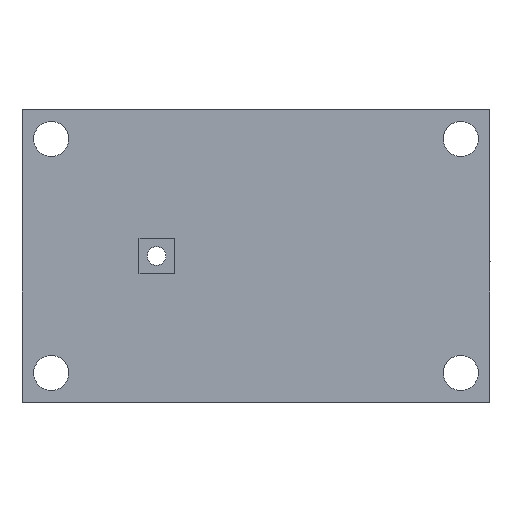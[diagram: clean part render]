
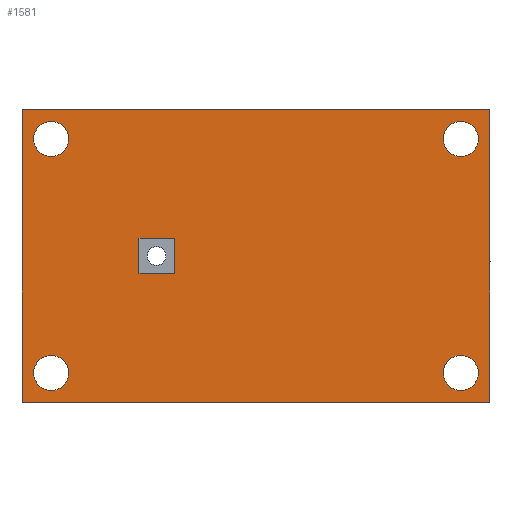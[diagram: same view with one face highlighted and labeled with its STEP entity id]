
A CAD part, top view. The second image highlights one B-rep face of the part: STEP entity #1581.
In plain terms, the highlighted planar face has unit normal (0, 0, 1).
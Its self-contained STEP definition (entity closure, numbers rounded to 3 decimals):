
#109=FACE_BOUND('',#294,.T.);
#110=FACE_BOUND('',#295,.T.);
#111=FACE_BOUND('',#296,.T.);
#112=FACE_BOUND('',#297,.T.);
#113=FACE_BOUND('',#298,.T.);
#130=CIRCLE('',#1698,3.);
#131=CIRCLE('',#1699,3.);
#132=CIRCLE('',#1700,3.);
#133=CIRCLE('',#1701,3.);
#202=FACE_OUTER_BOUND('',#293,.T.);
#293=EDGE_LOOP('',(#1297,#1298,#1299,#1300));
#294=EDGE_LOOP('',(#1301,#1302,#1303,#1304));
#295=EDGE_LOOP('',(#1305));
#296=EDGE_LOOP('',(#1306));
#297=EDGE_LOOP('',(#1307));
#298=EDGE_LOOP('',(#1308));
#335=LINE('',#2081,#478);
#339=LINE('',#2089,#482);
#342=LINE('',#2095,#485);
#345=LINE('',#2100,#488);
#438=LINE('',#2391,#581);
#469=LINE('',#2671,#612);
#471=LINE('',#2675,#614);
#472=LINE('',#2676,#615);
#478=VECTOR('',#1736,10.);
#482=VECTOR('',#1742,10.);
#485=VECTOR('',#1747,10.);
#488=VECTOR('',#1752,10.);
#581=VECTOR('',#1917,10.);
#612=VECTOR('',#1998,10.);
#614=VECTOR('',#2002,10.);
#615=VECTOR('',#2003,10.);
#621=VERTEX_POINT('',#2079);
#622=VERTEX_POINT('',#2080);
#625=VERTEX_POINT('',#2088);
#627=VERTEX_POINT('',#2094);
#719=VERTEX_POINT('',#2388);
#720=VERTEX_POINT('',#2390);
#739=VERTEX_POINT('',#2670);
#740=VERTEX_POINT('',#2674);
#741=VERTEX_POINT('',#2677);
#742=VERTEX_POINT('',#2679);
#743=VERTEX_POINT('',#2681);
#744=VERTEX_POINT('',#2683);
#773=EDGE_CURVE('',#621,#622,#335,.T.);
#777=EDGE_CURVE('',#625,#621,#339,.T.);
#780=EDGE_CURVE('',#627,#625,#342,.T.);
#783=EDGE_CURVE('',#622,#627,#345,.T.);
#900=EDGE_CURVE('',#720,#719,#438,.T.);
#939=EDGE_CURVE('',#739,#720,#469,.T.);
#941=EDGE_CURVE('',#719,#740,#471,.T.);
#942=EDGE_CURVE('',#740,#739,#472,.T.);
#943=EDGE_CURVE('',#741,#741,#130,.T.);
#944=EDGE_CURVE('',#742,#742,#131,.T.);
#945=EDGE_CURVE('',#743,#743,#132,.T.);
#946=EDGE_CURVE('',#744,#744,#133,.T.);
#1297=ORIENTED_EDGE('',*,*,#941,.T.);
#1298=ORIENTED_EDGE('',*,*,#942,.T.);
#1299=ORIENTED_EDGE('',*,*,#939,.T.);
#1300=ORIENTED_EDGE('',*,*,#900,.T.);
#1301=ORIENTED_EDGE('',*,*,#773,.T.);
#1302=ORIENTED_EDGE('',*,*,#783,.T.);
#1303=ORIENTED_EDGE('',*,*,#780,.T.);
#1304=ORIENTED_EDGE('',*,*,#777,.T.);
#1305=ORIENTED_EDGE('',*,*,#943,.T.);
#1306=ORIENTED_EDGE('',*,*,#944,.T.);
#1307=ORIENTED_EDGE('',*,*,#945,.T.);
#1308=ORIENTED_EDGE('',*,*,#946,.T.);
#1525=PLANE('',#1697);
#1581=ADVANCED_FACE('',(#202,#109,#110,#111,#112,#113),#1525,.T.);
#1697=AXIS2_PLACEMENT_3D('',#2673,#2000,#2001);
#1698=AXIS2_PLACEMENT_3D('',#2678,#2004,#2005);
#1699=AXIS2_PLACEMENT_3D('',#2680,#2006,#2007);
#1700=AXIS2_PLACEMENT_3D('',#2682,#2008,#2009);
#1701=AXIS2_PLACEMENT_3D('',#2684,#2010,#2011);
#1736=DIRECTION('',(-1.,0.,0.));
#1742=DIRECTION('',(0.,-1.,0.));
#1747=DIRECTION('',(1.,0.,0.));
#1752=DIRECTION('',(0.,1.,0.));
#1917=DIRECTION('',(-1.,0.,0.));
#1998=DIRECTION('',(0.,1.,0.));
#2000=DIRECTION('center_axis',(0.,0.,1.));
#2001=DIRECTION('ref_axis',(1.,0.,0.));
#2002=DIRECTION('',(0.,-1.,0.));
#2003=DIRECTION('',(1.,0.,0.));
#2004=DIRECTION('center_axis',(0.,0.,-1.));
#2005=DIRECTION('ref_axis',(1.,0.,0.));
#2006=DIRECTION('center_axis',(0.,0.,-1.));
#2007=DIRECTION('ref_axis',(1.,0.,0.));
#2008=DIRECTION('center_axis',(0.,0.,-1.));
#2009=DIRECTION('ref_axis',(1.,0.,0.));
#2010=DIRECTION('center_axis',(0.,0.,-1.));
#2011=DIRECTION('ref_axis',(1.,0.,0.));
#2079=CARTESIAN_POINT('',(-14.,-3.,12.));
#2080=CARTESIAN_POINT('',(-20.,-3.,12.));
#2081=CARTESIAN_POINT('',(-7.,-3.,12.));
#2088=CARTESIAN_POINT('',(-14.,3.,12.));
#2089=CARTESIAN_POINT('',(-14.,1.5,12.));
#2094=CARTESIAN_POINT('',(-20.,3.,12.));
#2095=CARTESIAN_POINT('',(-10.,3.,12.));
#2100=CARTESIAN_POINT('',(-20.,-1.5,12.));
#2388=CARTESIAN_POINT('',(-40.,25.,12.));
#2390=CARTESIAN_POINT('',(40.,25.,12.));
#2391=CARTESIAN_POINT('',(40.,25.,12.));
#2670=CARTESIAN_POINT('',(40.,-25.,12.));
#2671=CARTESIAN_POINT('',(40.,-25.,12.));
#2673=CARTESIAN_POINT('Origin',(0.,0.,12.));
#2674=CARTESIAN_POINT('',(-40.,-25.,12.));
#2675=CARTESIAN_POINT('',(-40.,25.,12.));
#2676=CARTESIAN_POINT('',(-40.,-25.,12.));
#2677=CARTESIAN_POINT('',(-38.,-20.,12.));
#2678=CARTESIAN_POINT('Origin',(-35.,-20.,12.));
#2679=CARTESIAN_POINT('',(32.,-20.,12.));
#2680=CARTESIAN_POINT('Origin',(35.,-20.,12.));
#2681=CARTESIAN_POINT('',(32.,20.,12.));
#2682=CARTESIAN_POINT('Origin',(35.,20.,12.));
#2683=CARTESIAN_POINT('',(-38.,20.,12.));
#2684=CARTESIAN_POINT('Origin',(-35.,20.,12.));
